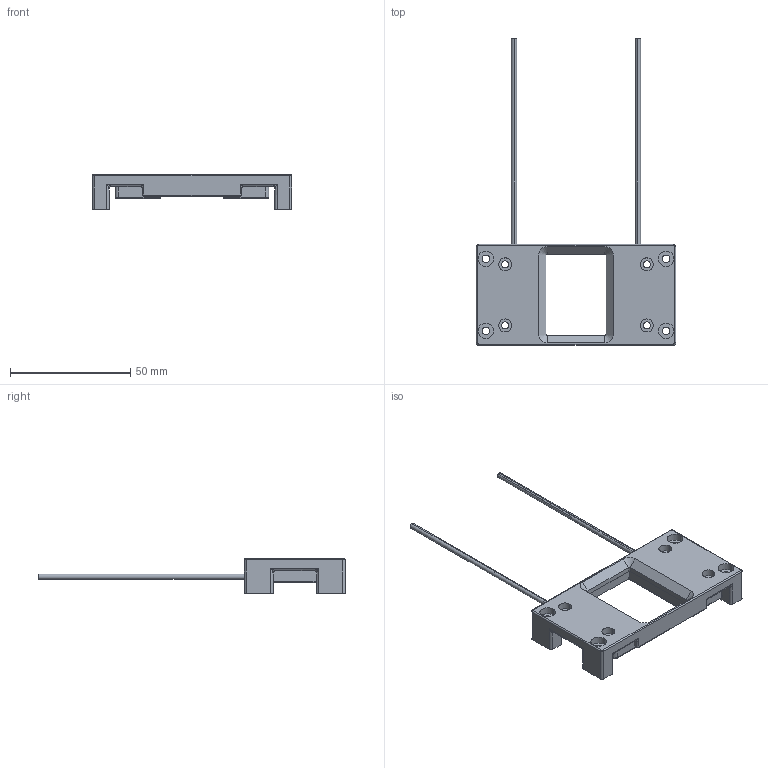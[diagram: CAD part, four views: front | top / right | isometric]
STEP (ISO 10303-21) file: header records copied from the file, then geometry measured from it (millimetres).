
FILE_DESCRIPTION((''),'2;1');
FILE_NAME('145589_SW','2011-07-07T',('banengservice'),('BANNER ENGINEERING'),'PRO/ENGINEER BY PARAMETRIC TECHNOLOGY CORPORATION, 2009141','PRO/ENGINEER BY PARAMETRIC TECHNOLOGY CORPORATION, 2009141','');
FILE_SCHEMA(('CONFIG_CONTROL_DESIGN'));
Length unit declared in the file: inch
Products named in the file (1): 145589_SW
Bounding box: 83 x 127.71 x 14.5 mm (x, y, z)
Volume: 19495.3 mm3; surface area: 17856.2 mm2
Topology: 17 solids, 21 shells, 1300 faces, 3416 edges, 2222 vertices
Faces by surface type: plane 814, cylinder 386, torus 38, cone 24, bspline 18, extrusion 14, sphere 6
Entity records: 41410 total; most frequent: CARTESIAN_POINT 8870, ORIENTED_EDGE 6832, DIRECTION 6642, EDGE_CURVE 3416, VECTOR 2470, LINE 2456, VERTEX_POINT 2222, AXIS2_PLACEMENT_3D 2086
